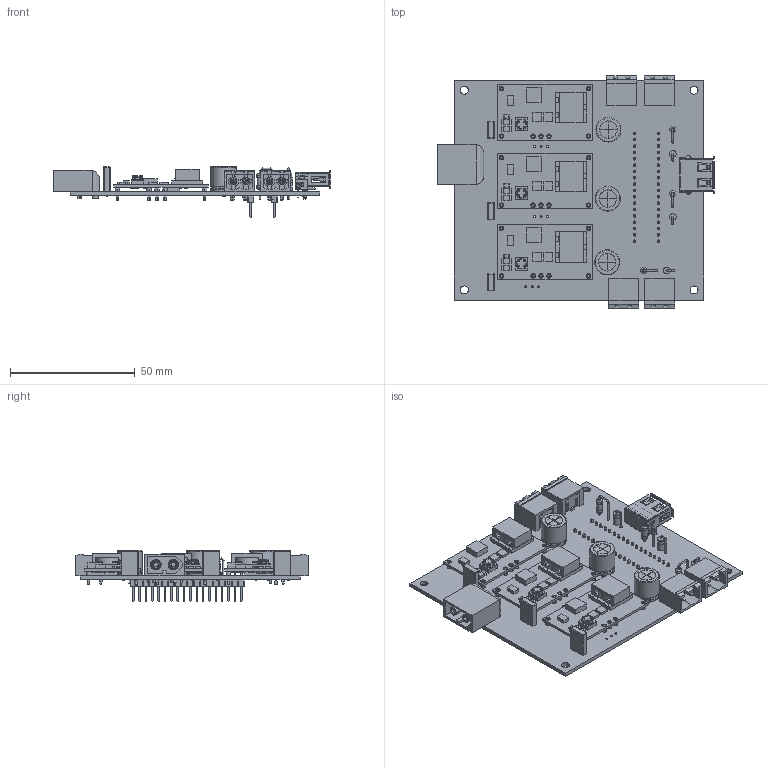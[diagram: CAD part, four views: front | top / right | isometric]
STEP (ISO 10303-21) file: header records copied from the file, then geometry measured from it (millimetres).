
FILE_DESCRIPTION(('KiCad electronic assembly'),'2;1');
FILE_NAME('Power_Supply_202401.step','2024-03-07T14:49:23',('Pcbnew'),( 'Kicad'),'Open CASCADE STEP processor 7.6','KiCad to STEP converter' ,'Unknown');
FILE_SCHEMA(('AUTOMOTIVE_DESIGN { 1 0 10303 214 1 1 1 1 }'));
Length unit declared in the file: millimetre
Products named in the file (20): Power_Supply_202401 1; PTN78020WAH; PTN78020WAD; C_Rect_L7.0mm_W2.5mm_P5.00mm; C_Rect_L70mm_W25mm_P500mm; WR_TBL_3137_2pins; Assem1; D_A-405_P2.54mm_Vertical_KathodeUp; R_Axial_DIN0207_L6.3mm_D2.5mm_P5.08mm_Vertical; R_Axial_DIN0207_L63mm_D25mm_P508mm_Vertical; USB_Connector_Type_A_female; USB Connector Type A female; CP_Radial_D10.0mm_P5.00mm; CP_Radial_D100mm_P500mm; XT60PW-M20_Connector; PinHeader_1x18_P2.54mm_Vertical; PinHeader_1x18_P254mm_Vertical; Power_Supply_202401_PCB
Assembly tree (33 placements, depth 3):
  Power_Supply_202401 1
    PTN78020WAH  x3
      PTN78020WAD
    C_Rect_L7.0mm_W2.5mm_P5.00mm  x3
      C_Rect_L70mm_W25mm_P500mm
    WR_TBL_3137_2pins  x4
      Assem1
    D_A-405_P2.54mm_Vertical_KathodeUp  x3
      D_A-405_P2.54mm_Vertical_KathodeUp
    R_Axial_DIN0207_L6.3mm_D2.5mm_P5.08mm_Vertical  x3
      R_Axial_DIN0207_L63mm_D25mm_P508mm_Vertical
    USB_Connector_Type_A_female
      USB Connector Type A female
    CP_Radial_D10.0mm_P5.00mm  x3
      CP_Radial_D100mm_P500mm
    XT60PW-M20_Connector
      XT60PW-M20_Connector
    PinHeader_1x18_P2.54mm_Vertical  x2
      PinHeader_1x18_P254mm_Vertical
    Power_Supply_202401_PCB
Bounding box: 110.82 x 93 x 20.24 mm (x, y, z)
Volume: 27832.6 mm3; surface area: 44043.6 mm2
Topology: 162 solids, 165 shells, 3949 faces, 9549 edges, 6040 vertices
Faces by surface type: plane 2829, cylinder 676, bspline 184, torus 111, cone 92, sphere 36, revolution 21
Full cylindrical faces by diameter (mm): 0.5 x6, 0.6 x24, 0.7 x6, 0.75 x8, 0.762 x21, 0.8 x21, 0.9 x6, 0.92 x4, 1 x42, 1.8 x10, 2.25 x3, 2.3 x2, 2.5 x6, 2.7 x8, 2.72 x3, 2.75 x8, 3.2 x4
Entity records: 71720 total; most frequent: CARTESIAN_POINT 17387, ORIENTED_EDGE 10514, DIRECTION 9551, EDGE_CURVE 5257, LINE 4092, VECTOR 4092, VERTEX_POINT 3358, AXIS2_PLACEMENT_3D 2726
